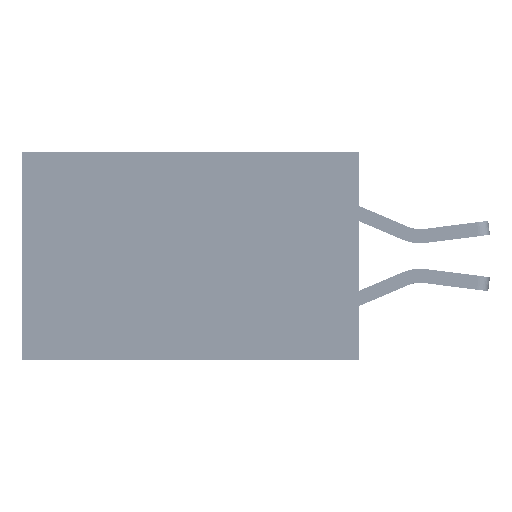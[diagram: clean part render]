
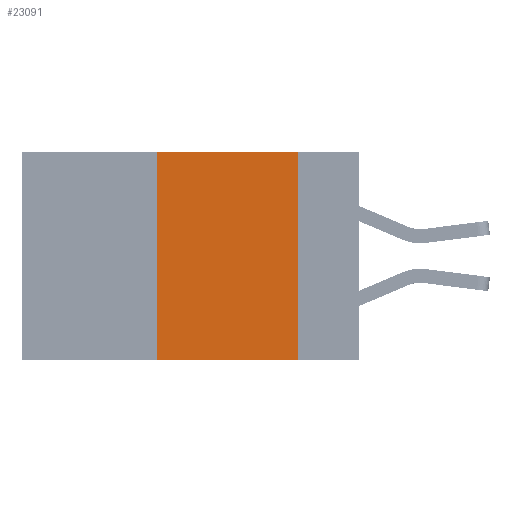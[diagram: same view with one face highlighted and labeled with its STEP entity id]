
A CAD part, left-side view. The second image highlights one B-rep face of the part: STEP entity #23091.
In plain terms, the highlighted planar face has unit normal (-1, 0, 0).
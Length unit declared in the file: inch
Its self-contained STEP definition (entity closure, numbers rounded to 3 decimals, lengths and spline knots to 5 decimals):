
#303 = LINE ( 'NONE', #26048, #32588 ) ;
#2023 = DIRECTION ( 'NONE',  ( 0., 0., -1. ) ) ;
#2397 = VERTEX_POINT ( 'NONE', #19754 ) ;
#2801 = FACE_OUTER_BOUND ( 'NONE', #32614, .T. ) ;
#3024 = EDGE_CURVE ( 'NONE', #2397, #26430, #17398, .T. ) ;
#3115 = DIRECTION ( 'NONE',  ( 0., 0., 1. ) ) ;
#4041 = CARTESIAN_POINT ( 'NONE',  ( 0., 0.36, 0. ) ) ;
#4496 = ORIENTED_EDGE ( 'NONE', *, *, #26972, .F. ) ;
#4515 = ORIENTED_EDGE ( 'NONE', *, *, #34383, .F. ) ;
#4589 = VERTEX_POINT ( 'NONE', #23303 ) ;
#5472 = VECTOR ( 'NONE', #36076, 39.37008 ) ;
#5607 = ORIENTED_EDGE ( 'NONE', *, *, #19149, .T. ) ;
#5916 = DIRECTION ( 'NONE',  ( 1., 0., 0. ) ) ;
#11557 = VECTOR ( 'NONE', #3115, 39.37008 ) ;
#12198 = LINE ( 'NONE', #34419, #37733 ) ;
#14279 = CARTESIAN_POINT ( 'NONE',  ( 0., 0.11, 0. ) ) ;
#14487 = PLANE ( 'NONE',  #21966 ) ;
#16599 = CARTESIAN_POINT ( 'NONE',  ( 0., 0.36, 0. ) ) ;
#17398 = LINE ( 'NONE', #14279, #5472 ) ;
#19149 = EDGE_CURVE ( 'NONE', #4589, #26430, #12198, .T. ) ;
#19754 = CARTESIAN_POINT ( 'NONE',  ( 0., 0.11, 0. ) ) ;
#21966 = AXIS2_PLACEMENT_3D ( 'NONE', #33185, #5916, #2023 ) ;
#22156 = DIRECTION ( 'NONE',  ( 0., -1., 0. ) ) ;
#23091 = ADVANCED_FACE ( 'NONE', ( #2801 ), #14487, .F. ) ;
#23303 = CARTESIAN_POINT ( 'NONE',  ( 0., 0.36, -0.37 ) ) ;
#26048 = CARTESIAN_POINT ( 'NONE',  ( 0., 0.6, 0. ) ) ;
#26430 = VERTEX_POINT ( 'NONE', #36397 ) ;
#26972 = EDGE_CURVE ( 'NONE', #4589, #31974, #35087, .T. ) ;
#31974 = VERTEX_POINT ( 'NONE', #4041 ) ;
#32588 = VECTOR ( 'NONE', #38309, 39.37008 ) ;
#32614 = EDGE_LOOP ( 'NONE', ( #33443, #4515, #4496, #5607 ) ) ;
#33185 = CARTESIAN_POINT ( 'NONE',  ( 0., 0.6, 0. ) ) ;
#33443 = ORIENTED_EDGE ( 'NONE', *, *, #3024, .F. ) ;
#34383 = EDGE_CURVE ( 'NONE', #31974, #2397, #303, .T. ) ;
#34419 = CARTESIAN_POINT ( 'NONE',  ( 0., 0.6, -0.37 ) ) ;
#35087 = LINE ( 'NONE', #16599, #11557 ) ;
#36076 = DIRECTION ( 'NONE',  ( 0., 0., -1. ) ) ;
#36397 = CARTESIAN_POINT ( 'NONE',  ( 0., 0.11, -0.37 ) ) ;
#37733 = VECTOR ( 'NONE', #22156, 39.37008 ) ;
#38309 = DIRECTION ( 'NONE',  ( 0., -1., 0. ) ) ;
